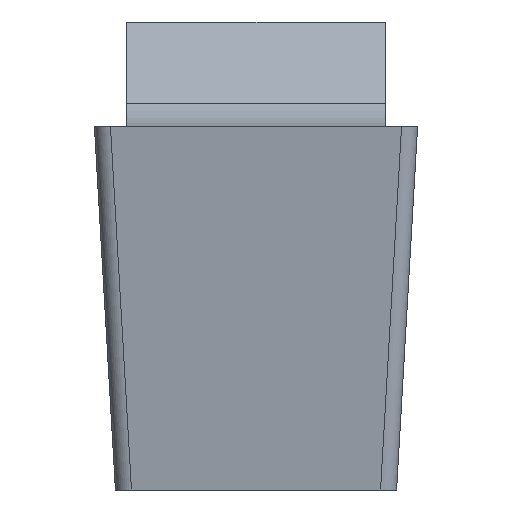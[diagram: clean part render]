
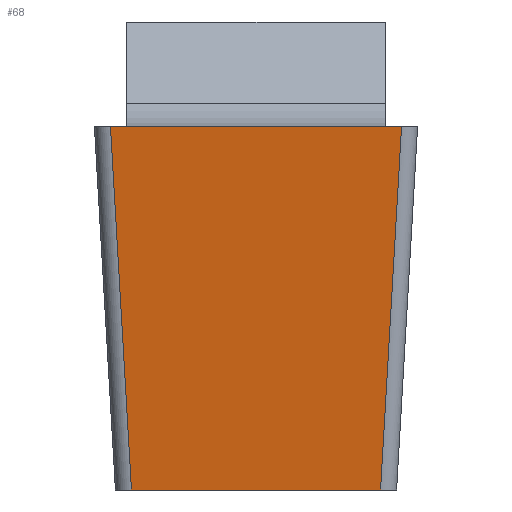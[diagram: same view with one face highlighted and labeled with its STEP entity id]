
A CAD part, front view. The second image highlights one B-rep face of the part: STEP entity #68.
In plain terms, the highlighted planar face has unit normal (0, -0.993, -0.122).
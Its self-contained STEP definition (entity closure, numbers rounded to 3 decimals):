
#68=ADVANCED_FACE('HEAD_NEUTRAL_UDF_SU2',(#104),#84,.F.);
#84=PLANE('',#505);
#104=FACE_OUTER_BOUND('',#126,.T.);
#126=EDGE_LOOP('',(#329,#330,#331,#332));
#156=LINE('',#728,#198);
#170=LINE('',#771,#212);
#177=LINE('',#825,#219);
#178=LINE('',#826,#220);
#198=VECTOR('',#547,1.);
#212=VECTOR('',#591,1.);
#219=VECTOR('',#612,1.);
#220=VECTOR('',#613,1.);
#329=ORIENTED_EDGE('',*,*,#407,.T.);
#330=ORIENTED_EDGE('',*,*,#439,.T.);
#331=ORIENTED_EDGE('',*,*,#428,.F.);
#332=ORIENTED_EDGE('',*,*,#440,.T.);
#366=VERTEX_POINT('',#727);
#367=VERTEX_POINT('',#729);
#376=VERTEX_POINT('',#770);
#377=VERTEX_POINT('',#772);
#407=EDGE_CURVE('',#367,#366,#156,.T.);
#428=EDGE_CURVE('',#376,#377,#170,.T.);
#439=EDGE_CURVE('',#366,#377,#177,.T.);
#440=EDGE_CURVE('',#376,#367,#178,.T.);
#505=AXIS2_PLACEMENT_3D('',#827,#614,#615);
#547=DIRECTION('',(1.,0.,0.));
#591=DIRECTION('',(1.,0.,0.));
#612=DIRECTION('',(0.057,-0.122,0.991));
#613=DIRECTION('',(0.057,0.122,-0.991));
#614=DIRECTION('',(0.,0.993,0.122));
#615=DIRECTION('',(-0.057,0.122,-0.991));
#727=CARTESIAN_POINT('',(1.541,0.152,-4.495));
#728=CARTESIAN_POINT('',(0.,0.152,-4.495));
#729=CARTESIAN_POINT('',(-1.541,0.152,-4.495));
#770=CARTESIAN_POINT('',(-1.801,-0.4,0.));
#771=CARTESIAN_POINT('',(0.,-0.4,0.));
#772=CARTESIAN_POINT('',(1.801,-0.4,0.));
#825=CARTESIAN_POINT('',(1.672,-0.125,-2.236));
#826=CARTESIAN_POINT('',(-1.659,-0.099,-2.449));
#827=CARTESIAN_POINT('',(1.879,-0.124,-2.248));
